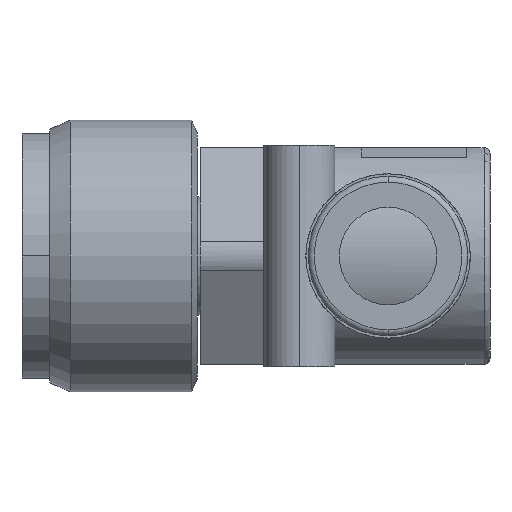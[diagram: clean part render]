
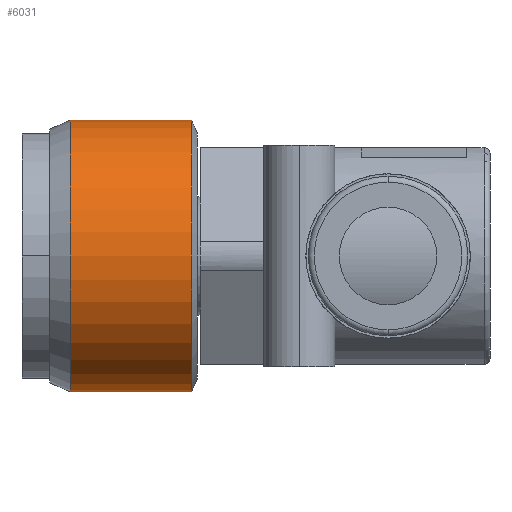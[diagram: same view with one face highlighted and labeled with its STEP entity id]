
A CAD part, left-side view. The second image highlights one B-rep face of the part: STEP entity #6031.
In plain terms, the highlighted cylindrical face has radius 11.5 mm (diameter 23 mm), a partial arc.
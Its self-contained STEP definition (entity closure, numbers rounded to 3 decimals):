
#135 = VERTEX_POINT ( 'NONE', #9029 ) ;
#278 = ORIENTED_EDGE ( 'NONE', *, *, #6187, .T. ) ;
#325 = LINE ( 'NONE', #1113, #8059 ) ;
#427 = VERTEX_POINT ( 'NONE', #1819 ) ;
#1113 = CARTESIAN_POINT ( 'NONE',  ( 0., 28.625, 11.5 ) ) ;
#1554 = EDGE_LOOP ( 'NONE', ( #11272, #7874, #12492, #278 ) ) ;
#1812 = DIRECTION ( 'NONE',  ( 0., 0., -1. ) ) ;
#1819 = CARTESIAN_POINT ( 'NONE',  ( 0., 26.875, -11.5 ) ) ;
#2984 = AXIS2_PLACEMENT_3D ( 'NONE', #3675, #10717, #4703 ) ;
#3066 = CYLINDRICAL_SURFACE ( 'NONE', #12684, 11.5 ) ;
#3308 = EDGE_CURVE ( 'NONE', #12565, #427, #11278, .T. ) ;
#3675 = CARTESIAN_POINT ( 'NONE',  ( 0., 26.875, 0. ) ) ;
#4352 = CARTESIAN_POINT ( 'NONE',  ( 0., 16.625, 0. ) ) ;
#4703 = DIRECTION ( 'NONE',  ( 0., 0., 1. ) ) ;
#5361 = DIRECTION ( 'NONE',  ( 0., 0., 1. ) ) ;
#5463 = CARTESIAN_POINT ( 'NONE',  ( 0., 28.625, -11.5 ) ) ;
#6031 = ADVANCED_FACE ( 'NONE', ( #6079 ), #3066, .T. ) ;
#6059 = CARTESIAN_POINT ( 'NONE',  ( 0., 26.875, 11.5 ) ) ;
#6079 = FACE_OUTER_BOUND ( 'NONE', #1554, .T. ) ;
#6187 = EDGE_CURVE ( 'NONE', #135, #6618, #7953, .T. ) ;
#6618 = VERTEX_POINT ( 'NONE', #9338 ) ;
#6849 = CARTESIAN_POINT ( 'NONE',  ( 0., 28.625, 0. ) ) ;
#7069 = AXIS2_PLACEMENT_3D ( 'NONE', #4352, #11366, #5361 ) ;
#7844 = DIRECTION ( 'NONE',  ( 0., -1., 0. ) ) ;
#7874 = ORIENTED_EDGE ( 'NONE', *, *, #3308, .T. ) ;
#7953 = CIRCLE ( 'NONE', #7069, 11.5 ) ;
#8059 = VECTOR ( 'NONE', #10120, 1000. ) ;
#9029 = CARTESIAN_POINT ( 'NONE',  ( 0., 16.625, -11.5 ) ) ;
#9148 = VECTOR ( 'NONE', #11524, 1000. ) ;
#9338 = CARTESIAN_POINT ( 'NONE',  ( 0., 16.625, 11.5 ) ) ;
#10120 = DIRECTION ( 'NONE',  ( 0., -1., 0. ) ) ;
#10717 = DIRECTION ( 'NONE',  ( 0., -1., 0. ) ) ;
#11229 = EDGE_CURVE ( 'NONE', #12565, #6618, #325, .T. ) ;
#11272 = ORIENTED_EDGE ( 'NONE', *, *, #11229, .F. ) ;
#11278 = CIRCLE ( 'NONE', #2984, 11.5 ) ;
#11366 = DIRECTION ( 'NONE',  ( 0., 1., 0. ) ) ;
#11395 = EDGE_CURVE ( 'NONE', #427, #135, #11507, .T. ) ;
#11507 = LINE ( 'NONE', #5463, #9148 ) ;
#11524 = DIRECTION ( 'NONE',  ( 0., -1., 0. ) ) ;
#12492 = ORIENTED_EDGE ( 'NONE', *, *, #11395, .T. ) ;
#12565 = VERTEX_POINT ( 'NONE', #6059 ) ;
#12684 = AXIS2_PLACEMENT_3D ( 'NONE', #6849, #7844, #1812 ) ;
